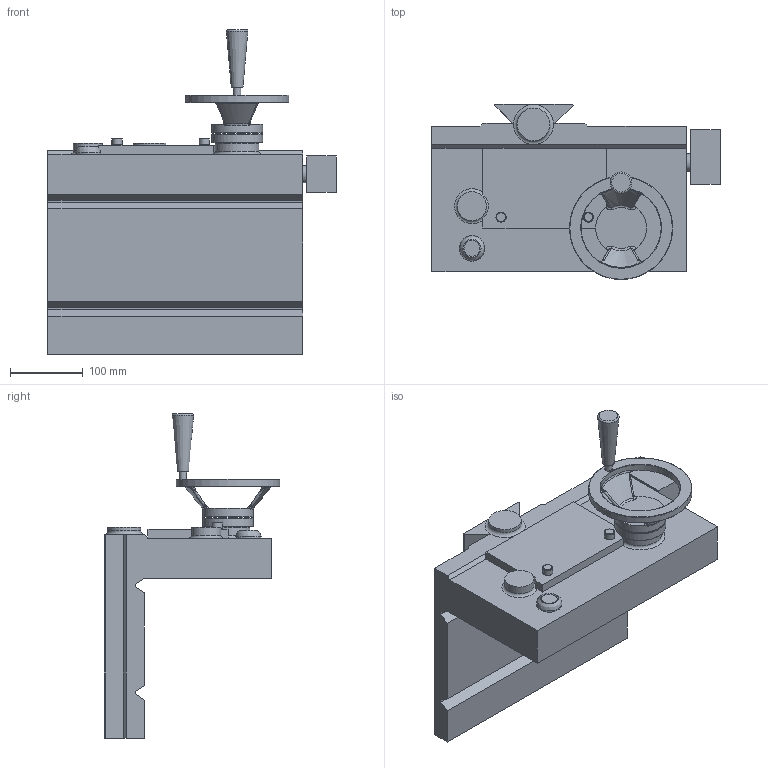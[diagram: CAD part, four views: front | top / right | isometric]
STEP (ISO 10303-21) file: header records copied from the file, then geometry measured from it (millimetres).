
FILE_DESCRIPTION(/* description */ ('STEP AP214'),/* implementation_level */ '2;1');
FILE_NAME(/* name */ 'CARRIAGE STP.stp',/* time_stamp */ '2025-12-13T07:59:16-08:00',/* author */ ('admin'),/* organization */ (''),/* preprocessor_version */ 'ST-DEVELOPER v20.1',/* originating_system */ 'Autodesk Inventor 2026',/* authorisation */ '');
FILE_SCHEMA (('AUTOMOTIVE_DESIGN { 1 0 10303 214 3 1 1 }'));
Length unit declared in the file: inch
Products named in the file (1): Lathe Machine
Bounding box: 396 x 241 x 446 mm (x, y, z)
Volume: 6863662.7 mm3; surface area: 554852 mm2
Topology: 7 solids, 7 shells, 129 faces, 341 edges, 222 vertices
Faces by surface type: plane 63, bspline 29, cylinder 18, cone 12, torus 7
Full cylindrical faces by diameter (mm): 10 x1, 14 x2, 24 x1, 35 x1, 40 x1, 45 x1, 60 x1, 70 x2, 110 x1, 142 x1
Entity records: 14795 total; most frequent: CARTESIAN_POINT 11768, ORIENTED_EDGE 664, DIRECTION 525, EDGE_CURVE 332, VERTEX_POINT 222, AXIS2_PLACEMENT_3D 185, LINE 155, VECTOR 155
